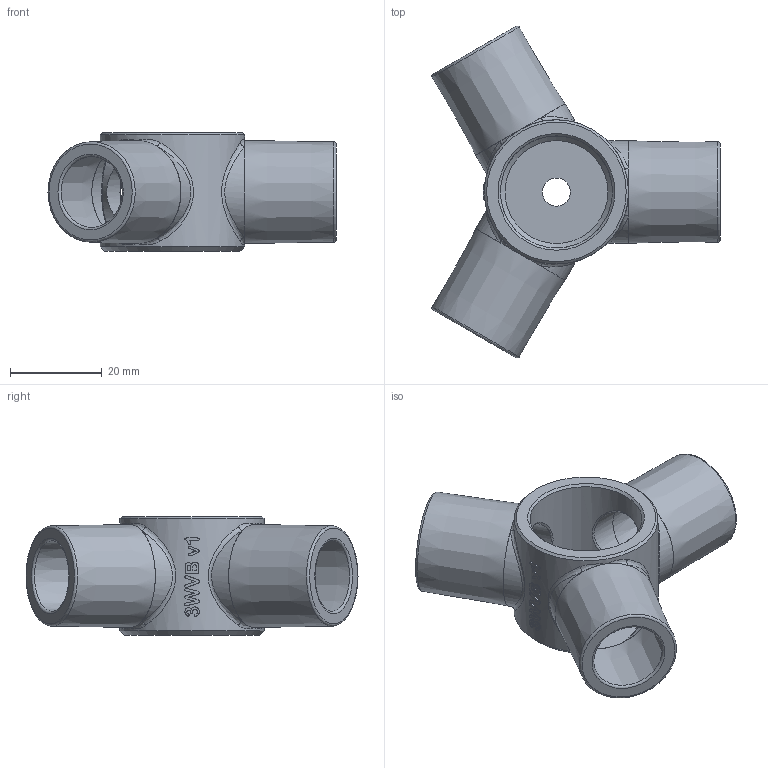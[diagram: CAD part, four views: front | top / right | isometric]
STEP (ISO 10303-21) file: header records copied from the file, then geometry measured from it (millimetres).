
FILE_DESCRIPTION(/* description */ (''),/* implementation_level */ '2;1');
FILE_NAME(/* name */ '3WayValveBody_v001.stp',/* time_stamp */ '2020-03-18T22:34:57-07:00',/* author */ (''),/* organization */ (''),/* preprocessor_version */ 'ST-DEVELOPER v18',/* originating_system */ 'Autodesk Inventor 2020',/* authorisation */ '');
FILE_SCHEMA (('AUTOMOTIVE_DESIGN { 1 0 10303 214 3 1 1 }'));
Length unit declared in the file: millimetre
Products named in the file (1): 3 Way Tee
Bounding box: 62.95 x 72.54 x 26 mm (x, y, z)
Volume: 20581.8 mm3; surface area: 12597 mm2
Topology: 1 solids, 1 shells, 166 faces, 463 edges, 296 vertices
Faces by surface type: bspline 104, cylinder 25, plane 21, cone 10, torus 6
Full cylindrical faces by diameter (mm): 6.15 x1, 14.997 x3, 24.5 x1, 31.5 x1
Entity records: 9407 total; most frequent: CARTESIAN_POINT 5791, ORIENTED_EDGE 908, DIRECTION 459, EDGE_CURVE 454, VERTEX_POINT 299, B_SPLINE_CURVE_WITH_KNOTS 218, EDGE_LOOP 183, FACE_OUTER_BOUND 166
